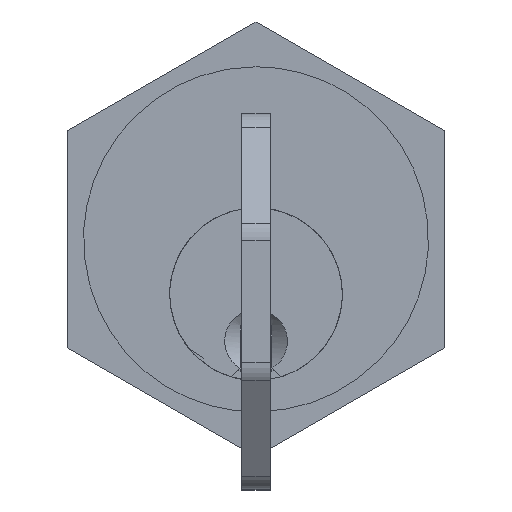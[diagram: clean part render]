
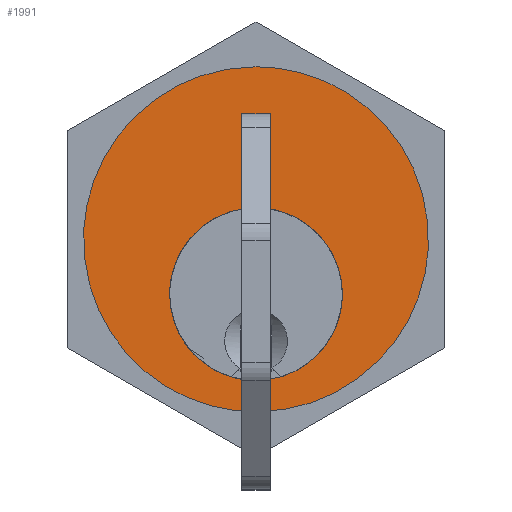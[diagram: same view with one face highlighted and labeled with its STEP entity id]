
A CAD part, front view. The second image highlights one B-rep face of the part: STEP entity #1991.
In plain terms, the highlighted free-form (B-spline) face has degree [1, 1] with [2, 2] control points.
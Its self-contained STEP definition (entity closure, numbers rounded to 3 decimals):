
#1854=CARTESIAN_POINT('',(12.099,-10.0,12.099));
#1855=CARTESIAN_POINT('',(12.099,-10.0,-12.099));
#1856=CARTESIAN_POINT('',(-12.099,-10.0,12.099));
#1857=CARTESIAN_POINT('',(-12.099,-10.0,-12.099));
#1858=B_SPLINE_SURFACE_WITH_KNOTS('',1,1,((#1854,#1856),(#1855,#1857)),.UNSPECIFIED.,.F.,.F.,.U.,(2,2),(2,2),(0.0,24.198),(0.0,24.197),.UNSPECIFIED.);
#1859=CARTESIAN_POINT('',(0.0,-10.0,11.0));
#1860=VERTEX_POINT('',#1859);
#1861=CARTESIAN_POINT('',(-10.979,-10.,0.672));
#1862=VERTEX_POINT('',#1861);
#1863=CARTESIAN_POINT('',(0.0,-10.0,11.0));
#1864=CARTESIAN_POINT('',(-10.348,-10.,11.));
#1865=CARTESIAN_POINT('',(-10.979,-10.,0.672));
#1873=(BOUNDED_CURVE()B_SPLINE_CURVE(2,(#1863,#1864,#1865),.UNSPECIFIED.,.F.,.U.)B_SPLINE_CURVE_WITH_KNOTS((3,3),(0.0,0.239),.UNSPECIFIED.)CURVE()GEOMETRIC_REPRESENTATION_ITEM()RATIONAL_B_SPLINE_CURVE((1.0,0.72,0.976))REPRESENTATION_ITEM(''));
#1874=EDGE_CURVE('',#1860,#1862,#1873,.T.);
#1875=ORIENTED_EDGE('',*,*,#1874,.T.);
#1876=CARTESIAN_POINT('',(0.0,-10.0,-11.0));
#1877=VERTEX_POINT('',#1876);
#1878=CARTESIAN_POINT('',(-10.979,-10.,0.672));
#1879=CARTESIAN_POINT('',(-11.,-10.,0.336));
#1880=CARTESIAN_POINT('',(-11.,-10.,0.));
#1881=CARTESIAN_POINT('',(-11.,-10.,-11.));
#1882=CARTESIAN_POINT('',(0.0,-10.0,-11.0));
#1890=(BOUNDED_CURVE()B_SPLINE_CURVE(2,(#1878,#1879,#1880,#1881,#1882),.UNSPECIFIED.,.F.,.U.)B_SPLINE_CURVE_WITH_KNOTS((3,2,3),(0.239,0.25,0.5),.UNSPECIFIED.)CURVE()GEOMETRIC_REPRESENTATION_ITEM()RATIONAL_B_SPLINE_CURVE((0.976,0.988,1.0,0.707,1.0))REPRESENTATION_ITEM(''));
#1891=EDGE_CURVE('',#1862,#1877,#1890,.T.);
#1892=ORIENTED_EDGE('',*,*,#1891,.T.);
#1893=CARTESIAN_POINT('',(10.979,-10.,-0.672));
#1894=VERTEX_POINT('',#1893);
#1895=CARTESIAN_POINT('',(0.0,-10.0,-11.0));
#1896=CARTESIAN_POINT('',(10.348,-10.,-11.));
#1897=CARTESIAN_POINT('',(10.979,-10.,-0.672));
#1905=(BOUNDED_CURVE()B_SPLINE_CURVE(2,(#1895,#1896,#1897),.UNSPECIFIED.,.F.,.U.)B_SPLINE_CURVE_WITH_KNOTS((3,3),(0.5,0.739),.UNSPECIFIED.)CURVE()GEOMETRIC_REPRESENTATION_ITEM()RATIONAL_B_SPLINE_CURVE((1.0,0.72,0.976))REPRESENTATION_ITEM(''));
#1906=EDGE_CURVE('',#1877,#1894,#1905,.T.);
#1907=ORIENTED_EDGE('',*,*,#1906,.T.);
#1908=CARTESIAN_POINT('',(10.979,-10.,-0.672));
#1909=CARTESIAN_POINT('',(11.,-10.,-0.336));
#1910=CARTESIAN_POINT('',(11.,-10.,0.));
#1911=CARTESIAN_POINT('',(11.,-10.,11.));
#1912=CARTESIAN_POINT('',(0.0,-10.0,11.0));
#1920=(BOUNDED_CURVE()B_SPLINE_CURVE(2,(#1908,#1909,#1910,#1911,#1912),.UNSPECIFIED.,.F.,.U.)B_SPLINE_CURVE_WITH_KNOTS((3,2,3),(0.739,0.75,1.0),.UNSPECIFIED.)CURVE()GEOMETRIC_REPRESENTATION_ITEM()RATIONAL_B_SPLINE_CURVE((0.976,0.988,1.0,0.707,1.0))REPRESENTATION_ITEM(''));
#1921=EDGE_CURVE('',#1894,#1860,#1920,.T.);
#1922=ORIENTED_EDGE('',*,*,#1921,.T.);
#1923=EDGE_LOOP('',(#1875,#1892,#1907,#1922));
#1924=FACE_OUTER_BOUND('',#1923,.T.);
#1925=CARTESIAN_POINT('',(0.0,-10.,-9.01));
#1926=VERTEX_POINT('',#1925);
#1927=CARTESIAN_POINT('',(5.509,-10.,-3.6));
#1928=VERTEX_POINT('',#1927);
#1929=CARTESIAN_POINT('',(0.0,-10.,-9.01));
#1930=CARTESIAN_POINT('',(5.411,-10.,-9.01));
#1931=CARTESIAN_POINT('',(5.509,-10.,-3.6));
#1939=(BOUNDED_CURVE()B_SPLINE_CURVE(2,(#1929,#1930,#1931),.UNSPECIFIED.,.F.,.U.)B_SPLINE_CURVE_WITH_KNOTS((3,3),(0.0,0.247),.UNSPECIFIED.)CURVE()GEOMETRIC_REPRESENTATION_ITEM()RATIONAL_B_SPLINE_CURVE((1.0,0.711,0.993))REPRESENTATION_ITEM(''));
#1940=EDGE_CURVE('',#1926,#1928,#1939,.T.);
#1941=ORIENTED_EDGE('',*,*,#1940,.F.);
#1942=CARTESIAN_POINT('',(-5.509,-10.,-3.4));
#1943=VERTEX_POINT('',#1942);
#1944=CARTESIAN_POINT('',(-5.509,-10.,-3.4));
#1945=CARTESIAN_POINT('',(-5.51,-10.,-3.45));
#1946=CARTESIAN_POINT('',(-5.51,-10.,-3.5));
#1947=CARTESIAN_POINT('',(-5.51,-10.,-9.01));
#1948=CARTESIAN_POINT('',(0.0,-10.,-9.01));
#1956=(BOUNDED_CURVE()B_SPLINE_CURVE(2,(#1944,#1945,#1946,#1947,#1948),.UNSPECIFIED.,.F.,.U.)B_SPLINE_CURVE_WITH_KNOTS((3,2,3),(0.747,0.75,1.0),.UNSPECIFIED.)CURVE()GEOMETRIC_REPRESENTATION_ITEM()RATIONAL_B_SPLINE_CURVE((0.993,0.996,1.0,0.707,1.0))REPRESENTATION_ITEM(''));
#1957=EDGE_CURVE('',#1943,#1926,#1956,.T.);
#1958=ORIENTED_EDGE('',*,*,#1957,.F.);
#1959=CARTESIAN_POINT('',(0.0,-10.,2.01));
#1960=VERTEX_POINT('',#1959);
#1961=CARTESIAN_POINT('',(0.0,-10.,2.01));
#1962=CARTESIAN_POINT('',(-5.411,-10.,2.01));
#1963=CARTESIAN_POINT('',(-5.509,-10.,-3.4));
#1971=(BOUNDED_CURVE()B_SPLINE_CURVE(2,(#1961,#1962,#1963),.UNSPECIFIED.,.F.,.U.)B_SPLINE_CURVE_WITH_KNOTS((3,3),(0.5,0.747),.UNSPECIFIED.)CURVE()GEOMETRIC_REPRESENTATION_ITEM()RATIONAL_B_SPLINE_CURVE((1.0,0.711,0.993))REPRESENTATION_ITEM(''));
#1972=EDGE_CURVE('',#1960,#1943,#1971,.T.);
#1973=ORIENTED_EDGE('',*,*,#1972,.F.);
#1974=CARTESIAN_POINT('',(5.509,-10.,-3.6));
#1975=CARTESIAN_POINT('',(5.51,-10.,-3.55));
#1976=CARTESIAN_POINT('',(5.51,-10.,-3.5));
#1977=CARTESIAN_POINT('',(5.51,-10.,2.01));
#1978=CARTESIAN_POINT('',(0.0,-10.,2.01));
#1986=(BOUNDED_CURVE()B_SPLINE_CURVE(2,(#1974,#1975,#1976,#1977,#1978),.UNSPECIFIED.,.F.,.U.)B_SPLINE_CURVE_WITH_KNOTS((3,2,3),(0.247,0.25,0.5),.UNSPECIFIED.)CURVE()GEOMETRIC_REPRESENTATION_ITEM()RATIONAL_B_SPLINE_CURVE((0.993,0.996,1.0,0.707,1.0))REPRESENTATION_ITEM(''));
#1987=EDGE_CURVE('',#1928,#1960,#1986,.T.);
#1988=ORIENTED_EDGE('',*,*,#1987,.F.);
#1989=EDGE_LOOP('',(#1941,#1958,#1973,#1988));
#1990=FACE_BOUND('',#1989,.T.);
#1991=ADVANCED_FACE('',(#1924,#1990),#1858,.F.);
